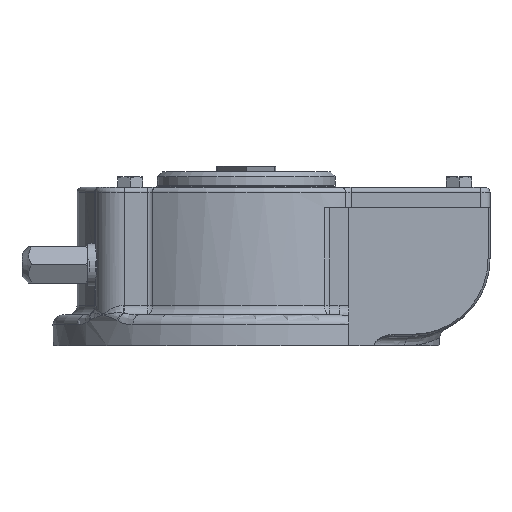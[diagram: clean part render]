
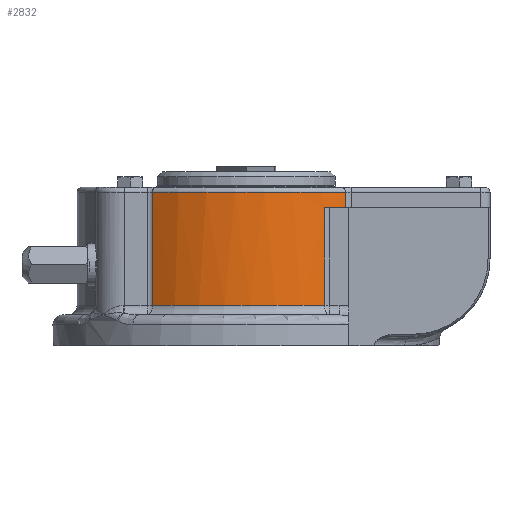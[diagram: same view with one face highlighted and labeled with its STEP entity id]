
A CAD part, left-side view. The second image highlights one B-rep face of the part: STEP entity #2832.
In plain terms, the highlighted cylindrical face has radius 87.5 mm (diameter 175 mm), a partial arc.
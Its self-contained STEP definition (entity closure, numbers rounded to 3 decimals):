
#2832 = ADVANCED_FACE( '', ( #5978 ), #5979, .T. );
#5978 = FACE_OUTER_BOUND( '', #14302, .T. );
#5979 = CYLINDRICAL_SURFACE( '', #14303, 87.5 );
#14302 = EDGE_LOOP( '', ( #24264, #24265, #24266, #24267, #24268, #24269 ) );
#14303 = AXIS2_PLACEMENT_3D( '', #24270, #24271, #24272 );
#24264 = ORIENTED_EDGE( '', *, *, #26742, .T. );
#24265 = ORIENTED_EDGE( '', *, *, #27205, .T. );
#24266 = ORIENTED_EDGE( '', *, *, #28579, .T. );
#24267 = ORIENTED_EDGE( '', *, *, #27425, .F. );
#24268 = ORIENTED_EDGE( '', *, *, #28387, .T. );
#24269 = ORIENTED_EDGE( '', *, *, #27603, .T. );
#24270 = CARTESIAN_POINT( '', ( 0., 0., 74.5 ) );
#24271 = DIRECTION( '', ( 0., 0., 1. ) );
#24272 = DIRECTION( '', ( -1., 0., 0. ) );
#26742 = EDGE_CURVE( '', #30988, #28799, #30992, .T. );
#27205 = EDGE_CURVE( '', #28799, #31209, #31678, .F. );
#27425 = EDGE_CURVE( '', #31979, #31981, #31982, .T. );
#27603 = EDGE_CURVE( '', #30025, #30988, #32224, .F. );
#28387 = EDGE_CURVE( '', #31979, #30025, #33181, .F. );
#28579 = EDGE_CURVE( '', #31209, #31981, #33383, .F. );
#28799 = VERTEX_POINT( '', #33673 );
#30025 = VERTEX_POINT( '', #37187 );
#30988 = VERTEX_POINT( '', #39469 );
#30992 = LINE( '', #39474, #39475 );
#31209 = VERTEX_POINT( '', #39950 );
#31678 = CIRCLE( '', #41348, 87.5 );
#31979 = VERTEX_POINT( '', #42064 );
#31981 = VERTEX_POINT( '', #42066 );
#31982 = CIRCLE( '', #42067, 87.5 );
#32224 = CIRCLE( '', #42766, 87.5 );
#33181 = LINE( '', #45318, #45319 );
#33383 = LINE( '', #45851, #45852 );
#33673 = CARTESIAN_POINT( '', ( -72.838, 48.486, 21. ) );
#37187 = CARTESIAN_POINT( '', ( -70.946, -51.214, 79.49 ) );
#39469 = CARTESIAN_POINT( '', ( -72.838, 48.486, 79.49 ) );
#39474 = CARTESIAN_POINT( '', ( -72.838, 48.486, 74.5 ) );
#39475 = VECTOR( '', #47583, 1000. );
#39950 = CARTESIAN_POINT( '', ( -77.568, -40.491, 21. ) );
#41348 = AXIS2_PLACEMENT_3D( '', #48032, #48033, #48034 );
#42064 = CARTESIAN_POINT( '', ( -70.946, -51.214, 71.5 ) );
#42066 = CARTESIAN_POINT( '', ( -77.568, -40.491, 71.5 ) );
#42067 = AXIS2_PLACEMENT_3D( '', #48269, #48270, #48271 );
#42766 = AXIS2_PLACEMENT_3D( '', #48444, #48445, #48446 );
#45318 = CARTESIAN_POINT( '', ( -70.946, -51.214, 347.746 ) );
#45319 = VECTOR( '', #49216, 1000. );
#45851 = CARTESIAN_POINT( '', ( -77.568, -40.491, 74.5 ) );
#45852 = VECTOR( '', #49321, 1000. );
#47583 = DIRECTION( '', ( 0., 0., -1. ) );
#48032 = CARTESIAN_POINT( '', ( 0., 0., 21. ) );
#48033 = DIRECTION( '', ( 0., 0., -1. ) );
#48034 = DIRECTION( '', ( -1., 0., 0. ) );
#48269 = CARTESIAN_POINT( '', ( 0., 0., 71.5 ) );
#48270 = DIRECTION( '', ( 0., 0., -1. ) );
#48271 = DIRECTION( '', ( -1., 0., 0. ) );
#48444 = CARTESIAN_POINT( '', ( 0., 0., 79.49 ) );
#48445 = DIRECTION( '', ( 0., 0., 1. ) );
#48446 = DIRECTION( '', ( 1., 0., 0. ) );
#49216 = DIRECTION( '', ( 0., 0., -1. ) );
#49321 = DIRECTION( '', ( 0., 0., -1. ) );
